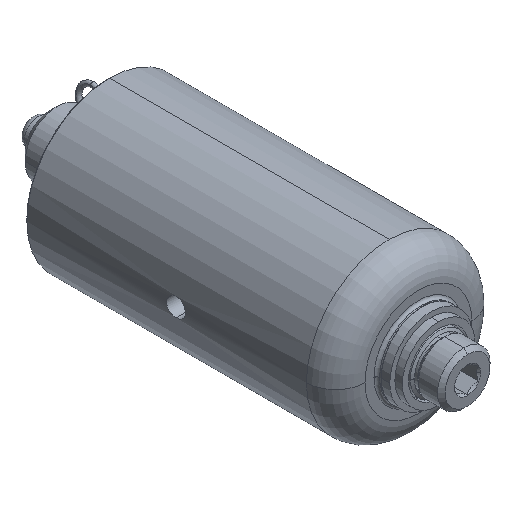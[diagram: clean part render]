
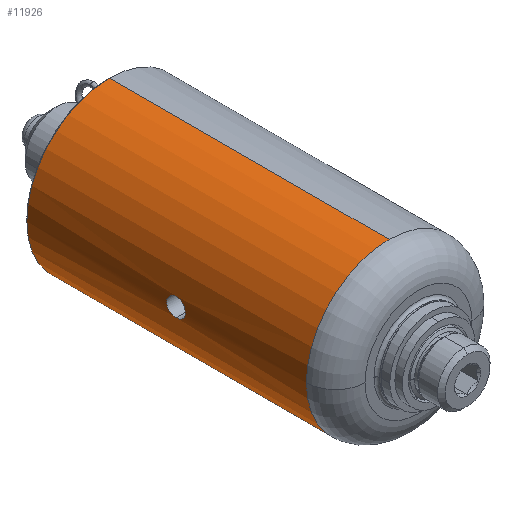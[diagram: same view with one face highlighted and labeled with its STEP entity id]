
A CAD part, isometric view. The second image highlights one B-rep face of the part: STEP entity #11926.
In plain terms, the highlighted cylindrical face has radius 22.225 mm (diameter 44.45 mm), a partial arc.
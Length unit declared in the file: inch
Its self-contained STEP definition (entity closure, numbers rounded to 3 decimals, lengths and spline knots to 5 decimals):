
#92=DIRECTION('',(0.,1.,0.));
#93=VECTOR('',#92,2.958);
#94=CARTESIAN_POINT('',(0.,-2.38,-0.875));
#95=LINE('',#94,#93);
#96=CARTESIAN_POINT('',(0.,0.578,0.));
#97=DIRECTION('',(0.,1.,0.));
#98=DIRECTION('',(0.,0.,-1.));
#99=AXIS2_PLACEMENT_3D('',#96,#97,#98);
#101=DIRECTION('',(0.,-1.,0.));
#102=VECTOR('',#101,2.958);
#103=CARTESIAN_POINT('',(0.,0.578,
0.875));
#104=LINE('',#103,#102);
#105=CARTESIAN_POINT('',(0.,-2.38,0.));
#106=DIRECTION('',(0.,1.,0.));
#107=DIRECTION('',(-1.,0.,0.));
#108=AXIS2_PLACEMENT_3D('',#105,#106,#107);
#110=CARTESIAN_POINT('',(0.,-2.38,0.));
#111=DIRECTION('',(0.,1.,0.));
#112=DIRECTION('',(0.,0.,-1.));
#113=AXIS2_PLACEMENT_3D('',#110,#111,#112);
#115=CARTESIAN_POINT('',(-0.86944,-1.,0.0985));
#116=CARTESIAN_POINT('',(-0.86944,-0.99587,0.0985));
#117=CARTESIAN_POINT('',(-0.8695,-0.98767,
0.09798));
#118=CARTESIAN_POINT('',(-0.86976,-0.97548,
0.09567));
#119=CARTESIAN_POINT('',(-0.87017,-0.96371,
0.09185));
#120=CARTESIAN_POINT('',(-0.87071,-0.95246,
0.08657));
#121=CARTESIAN_POINT('',(-0.87135,-0.94199,
0.07993));
#122=CARTESIAN_POINT('',(-0.87205,-0.93239,
0.07199));
#123=CARTESIAN_POINT('',(-0.87275,-0.9239,
0.06295));
#124=CARTESIAN_POINT('',(-0.87342,-0.91658,
0.05286));
#125=CARTESIAN_POINT('',(-0.87402,-0.91062,
0.04201));
#126=CARTESIAN_POINT('',(-0.8745,-0.90605,
0.03044));
#127=CARTESIAN_POINT('',(-0.87483,-0.90299,
0.01848));
#128=CARTESIAN_POINT('',(-0.87501,-0.90143,
0.00617));
#129=CARTESIAN_POINT('',(-0.87501,-0.90143,
-0.00617));
#130=CARTESIAN_POINT('',(-0.87483,-0.90299,
-0.01848));
#131=CARTESIAN_POINT('',(-0.8745,-0.90605,
-0.03044));
#132=CARTESIAN_POINT('',(-0.87402,-0.91062,
-0.04201));
#133=CARTESIAN_POINT('',(-0.87342,-0.91658,
-0.05286));
#134=CARTESIAN_POINT('',(-0.87275,-0.9239,
-0.06295));
#135=CARTESIAN_POINT('',(-0.87205,-0.93239,
-0.07199));
#136=CARTESIAN_POINT('',(-0.87135,-0.94199,
-0.07993));
#137=CARTESIAN_POINT('',(-0.87071,-0.95246,
-0.08657));
#138=CARTESIAN_POINT('',(-0.87017,-0.96371,
-0.09185));
#139=CARTESIAN_POINT('',(-0.86976,-0.97548,
-0.09567));
#140=CARTESIAN_POINT('',(-0.8695,-0.98767,
-0.09798));
#141=CARTESIAN_POINT('',(-0.86944,-0.99587,-0.0985));
#142=CARTESIAN_POINT('',(-0.86944,-1.,-0.0985));
#144=CARTESIAN_POINT('',(-0.86944,-1.,-0.0985));
#145=CARTESIAN_POINT('',(-0.86944,-1.00413,-0.0985));
#146=CARTESIAN_POINT('',(-0.8695,-1.01233,
-0.09798));
#147=CARTESIAN_POINT('',(-0.86976,-1.02452,
-0.09567));
#148=CARTESIAN_POINT('',(-0.87017,-1.03629,
-0.09185));
#149=CARTESIAN_POINT('',(-0.87071,-1.04754,
-0.08657));
#150=CARTESIAN_POINT('',(-0.87135,-1.05801,
-0.07993));
#151=CARTESIAN_POINT('',(-0.87205,-1.06761,
-0.07199));
#152=CARTESIAN_POINT('',(-0.87275,-1.0761,
-0.06295));
#153=CARTESIAN_POINT('',(-0.87342,-1.08342,
-0.05286));
#154=CARTESIAN_POINT('',(-0.87402,-1.08938,
-0.04201));
#155=CARTESIAN_POINT('',(-0.8745,-1.09395,
-0.03044));
#156=CARTESIAN_POINT('',(-0.87483,-1.09701,
-0.01848));
#157=CARTESIAN_POINT('',(-0.87501,-1.09857,
-0.00617));
#158=CARTESIAN_POINT('',(-0.87501,-1.09857,
0.00617));
#159=CARTESIAN_POINT('',(-0.87483,-1.09701,
0.01848));
#160=CARTESIAN_POINT('',(-0.8745,-1.09395,
0.03044));
#161=CARTESIAN_POINT('',(-0.87402,-1.08938,
0.04201));
#162=CARTESIAN_POINT('',(-0.87342,-1.08342,
0.05286));
#163=CARTESIAN_POINT('',(-0.87275,-1.0761,
0.06295));
#164=CARTESIAN_POINT('',(-0.87205,-1.06761,
0.07199));
#165=CARTESIAN_POINT('',(-0.87135,-1.05801,
0.07993));
#166=CARTESIAN_POINT('',(-0.87071,-1.04754,
0.08657));
#167=CARTESIAN_POINT('',(-0.87017,-1.03629,
0.09185));
#168=CARTESIAN_POINT('',(-0.86976,-1.02452,
0.09567));
#169=CARTESIAN_POINT('',(-0.8695,-1.01233,
0.09798));
#170=CARTESIAN_POINT('',(-0.86944,-1.00413,0.0985));
#171=CARTESIAN_POINT('',(-0.86944,-1.,0.0985));
#9299=CARTESIAN_POINT('',(0.,-2.38,0.875));
#9301=VERTEX_POINT('',#9299);
#9303=CARTESIAN_POINT('',(0.,-2.38,-0.875));
#9304=VERTEX_POINT('',#9303);
#9305=CARTESIAN_POINT('',(-0.875,-2.38,0.));
#9306=VERTEX_POINT('',#9305);
#9317=VERTEX_POINT('',#115);
#9318=VERTEX_POINT('',#142);
#9535=CARTESIAN_POINT('',(0.,0.578,0.875));
#9536=CARTESIAN_POINT('',(0.,0.578,-0.875));
#9537=VERTEX_POINT('',#9535);
#9538=VERTEX_POINT('',#9536);
#11905=CARTESIAN_POINT('',(0.,0.,0.));
#11906=DIRECTION('',(0.,1.,0.));
#11907=DIRECTION('',(0.,0.,1.));
#11908=AXIS2_PLACEMENT_3D('',#11905,#11906,#11907);
#11909=CYLINDRICAL_SURFACE('',#11908,0.875);
#11910=ORIENTED_EDGE('',*,*,#11883,.T.);
#11912=ORIENTED_EDGE('',*,*,#11911,.T.);
#11913=ORIENTED_EDGE('',*,*,#11879,.T.);
#11915=ORIENTED_EDGE('',*,*,#11914,.F.);
#11917=ORIENTED_EDGE('',*,*,#11916,.F.);
#11918=EDGE_LOOP('',(#11910,#11912,#11913,#11915,#11917));
#11919=FACE_OUTER_BOUND('',#11918,.F.);
#11921=ORIENTED_EDGE('',*,*,#11920,.T.);
#11923=ORIENTED_EDGE('',*,*,#11922,.T.);
#11924=EDGE_LOOP('',(#11921,#11923));
#11925=FACE_BOUND('',#11924,.F.);
#100=CIRCLE('',#99,0.875);
#109=CIRCLE('',#108,0.875);
#114=CIRCLE('',#113,0.875);
#143=B_SPLINE_CURVE_WITH_KNOTS('',3,(#115,#116,#117,#118,#119,#120,#121,#122,
#123,#124,#125,#126,#127,#128,#129,#130,#131,#132,#133,#134,#135,#136,#137,#138,
#139,#140,#141,#142),.UNSPECIFIED.,.F.,.F.,(4,1,1,1,1,1,1,1,1,1,1,1,1,1,1,1,1,1,
1,1,1,1,1,1,1,4),(0.,0.04,0.08,0.12,0.16,0.2,0.24,0.28,0.32,
0.36,0.4,0.44,0.48,0.52,0.56,0.6,0.64,0.68,0.72,0.76,
0.8,0.84,0.88,0.92,0.96,1.),.UNSPECIFIED.);
#172=B_SPLINE_CURVE_WITH_KNOTS('',3,(#144,#145,#146,#147,#148,#149,#150,#151,
#152,#153,#154,#155,#156,#157,#158,#159,#160,#161,#162,#163,#164,#165,#166,#167,
#168,#169,#170,#171),.UNSPECIFIED.,.F.,.F.,(4,1,1,1,1,1,1,1,1,1,1,1,1,1,1,1,1,1,
1,1,1,1,1,1,1,4),(0.,0.04,0.08,0.12,0.16,0.2,0.24,0.28,0.32,
0.36,0.4,0.44,0.48,0.52,0.56,0.6,0.64,0.68,0.72,0.76,
0.8,0.84,0.88,0.92,0.96,1.),.UNSPECIFIED.);
#11879=EDGE_CURVE('',#9537,#9301,#104,.T.);
#11883=EDGE_CURVE('',#9304,#9538,#95,.T.);
#11911=EDGE_CURVE('',#9538,#9537,#100,.T.);
#11914=EDGE_CURVE('',#9306,#9301,#109,.T.);
#11916=EDGE_CURVE('',#9304,#9306,#114,.T.);
#11920=EDGE_CURVE('',#9317,#9318,#143,.T.);
#11922=EDGE_CURVE('',#9318,#9317,#172,.T.);
#11926=ADVANCED_FACE('',(#11919,#11925),#11909,.T.);
